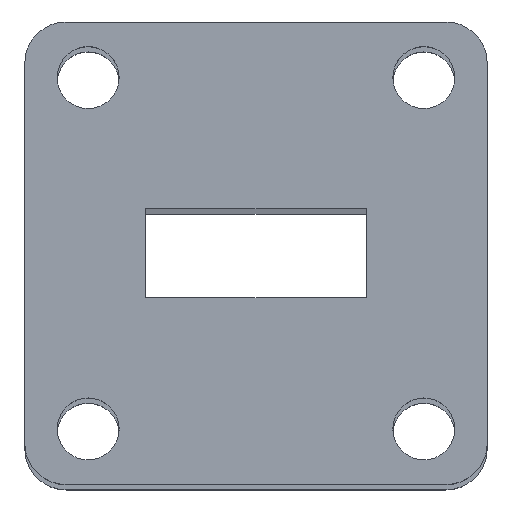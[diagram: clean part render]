
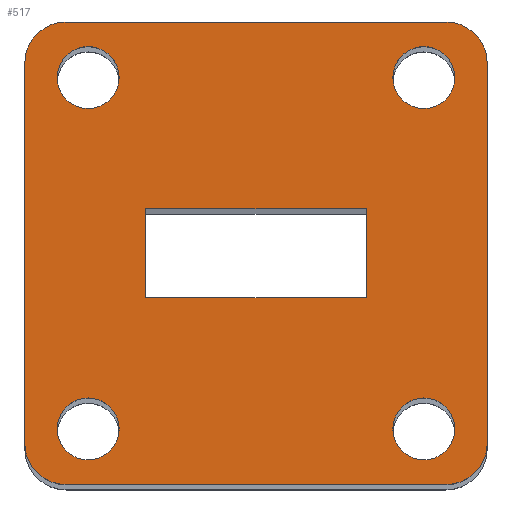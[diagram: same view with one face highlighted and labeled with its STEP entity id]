
A CAD part, top view. The second image highlights one B-rep face of the part: STEP entity #517.
In plain terms, the highlighted planar face has unit normal (0, 0, 1).
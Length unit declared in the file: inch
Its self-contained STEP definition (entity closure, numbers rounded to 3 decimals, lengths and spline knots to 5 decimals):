
#22 = VERTEX_POINT ( 'NONE', #1110 ) ;
#26 = CIRCLE ( 'NONE', #103, 0.07874 ) ;
#35 = VERTEX_POINT ( 'NONE', #1216 ) ;
#36 = ORIENTED_EDGE ( 'NONE', *, *, #773, .T. ) ;
#46 = EDGE_CURVE ( 'NONE', #954, #704, #607, .T. ) ;
#49 = CARTESIAN_POINT ( 'NONE',  ( -0.21, 0.085, 3. ) ) ;
#58 = AXIS2_PLACEMENT_3D ( 'NONE', #1210, #1011, #371 ) ;
#60 = LINE ( 'NONE', #1103, #290 ) ;
#68 = CARTESIAN_POINT ( 'NONE',  ( 0.21, 0.085, 3. ) ) ;
#74 = EDGE_LOOP ( 'NONE', ( #120 ) ) ;
#96 = DIRECTION ( 'NONE',  ( 0., 0., 1. ) ) ;
#103 = AXIS2_PLACEMENT_3D ( 'NONE', #821, #96, #1091 ) ;
#117 = FACE_BOUND ( 'NONE', #862, .T. ) ;
#118 = CARTESIAN_POINT ( 'NONE',  ( -0.44094, -0.44094, 3. ) ) ;
#120 = ORIENTED_EDGE ( 'NONE', *, *, #453, .T. ) ;
#128 = DIRECTION ( 'NONE',  ( -1., 0., 0. ) ) ;
#135 = ORIENTED_EDGE ( 'NONE', *, *, #151, .T. ) ;
#137 = VERTEX_POINT ( 'NONE', #1025 ) ;
#151 = EDGE_CURVE ( 'NONE', #400, #949, #184, .T. ) ;
#158 = LINE ( 'NONE', #118, #1101 ) ;
#176 = CARTESIAN_POINT ( 'NONE',  ( 0.44094, -0.3622, 3. ) ) ;
#177 = DIRECTION ( 'NONE',  ( 0., 0., -1. ) ) ;
#184 = CIRCLE ( 'NONE', #480, 0.07874 ) ;
#198 = EDGE_CURVE ( 'NONE', #35, #404, #654, .T. ) ;
#201 = EDGE_LOOP ( 'NONE', ( #1061 ) ) ;
#204 = DIRECTION ( 'NONE',  ( 0., 1., 0. ) ) ;
#224 = DIRECTION ( 'NONE',  ( -1., 0., 0. ) ) ;
#231 = VECTOR ( 'NONE', #364, 39.37008 ) ;
#236 = ORIENTED_EDGE ( 'NONE', *, *, #419, .T. ) ;
#264 = VERTEX_POINT ( 'NONE', #303 ) ;
#266 = EDGE_CURVE ( 'NONE', #1224, #447, #1335, .T. ) ;
#277 = ORIENTED_EDGE ( 'NONE', *, *, #991, .T. ) ;
#279 = CARTESIAN_POINT ( 'NONE',  ( -0.3622, -0.44094, 3. ) ) ;
#290 = VECTOR ( 'NONE', #766, 39.37008 ) ;
#297 = AXIS2_PLACEMENT_3D ( 'NONE', #686, #1119, #471 ) ;
#303 = CARTESIAN_POINT ( 'NONE',  ( 0.26094, 0.335, 3. ) ) ;
#307 = AXIS2_PLACEMENT_3D ( 'NONE', #1005, #177, #909 ) ;
#317 = ORIENTED_EDGE ( 'NONE', *, *, #1069, .T. ) ;
#321 = CIRCLE ( 'NONE', #297, 0.05906 ) ;
#328 = CIRCLE ( 'NONE', #307, 0.05906 ) ;
#339 = DIRECTION ( 'NONE',  ( 1., 0., 0. ) ) ;
#344 = DIRECTION ( 'NONE',  ( 1., 0., 0. ) ) ;
#346 = CARTESIAN_POINT ( 'NONE',  ( -0.44094, -0.3622, 3. ) ) ;
#347 = EDGE_LOOP ( 'NONE', ( #907 ) ) ;
#354 = EDGE_CURVE ( 'NONE', #1054, #949, #158, .T. ) ;
#359 = CARTESIAN_POINT ( 'NONE',  ( -0.3622, -0.3622, 3. ) ) ;
#364 = DIRECTION ( 'NONE',  ( -1., 0., 0. ) ) ;
#371 = DIRECTION ( 'NONE',  ( 1., 0., 0. ) ) ;
#400 = VERTEX_POINT ( 'NONE', #910 ) ;
#404 = VERTEX_POINT ( 'NONE', #279 ) ;
#419 = EDGE_CURVE ( 'NONE', #22, #137, #26, .T. ) ;
#429 = CARTESIAN_POINT ( 'NONE',  ( 0.44094, -0.44094, 3. ) ) ;
#443 = DIRECTION ( 'NONE',  ( 0., -1., 0. ) ) ;
#447 = VERTEX_POINT ( 'NONE', #68 ) ;
#453 = EDGE_CURVE ( 'NONE', #264, #264, #328, .T. ) ;
#462 = DIRECTION ( 'NONE',  ( 0., 0., 1. ) ) ;
#468 = DIRECTION ( 'NONE',  ( 1., 0., 0. ) ) ;
#471 = DIRECTION ( 'NONE',  ( -1., 0., 0. ) ) ;
#480 = AXIS2_PLACEMENT_3D ( 'NONE', #893, #978, #339 ) ;
#483 = EDGE_LOOP ( 'NONE', ( #870, #1009, #1107, #236, #591, #135, #1033, #317 ) ) ;
#503 = CARTESIAN_POINT ( 'NONE',  ( -0.37906, 0.335, 3. ) ) ;
#517 = ADVANCED_FACE ( 'NONE', ( #117, #605, #637, #1189, #550, #720 ), #1089, .T. ) ;
#518 = CARTESIAN_POINT ( 'NONE',  ( 0.21, -0.085, 3. ) ) ;
#522 = CIRCLE ( 'NONE', #635, 0.05906 ) ;
#529 = EDGE_CURVE ( 'NONE', #704, #1224, #60, .T. ) ;
#546 = CARTESIAN_POINT ( 'NONE',  ( 0.44094, -0.44094, 3. ) ) ;
#549 = CARTESIAN_POINT ( 'NONE',  ( 0., 0., 3. ) ) ;
#550 = FACE_BOUND ( 'NONE', #347, .T. ) ;
#557 = LINE ( 'NONE', #546, #772 ) ;
#574 = DIRECTION ( 'NONE',  ( -1., 0., 0. ) ) ;
#579 = AXIS2_PLACEMENT_3D ( 'NONE', #549, #984, #344 ) ;
#591 = ORIENTED_EDGE ( 'NONE', *, *, #1292, .F. ) ;
#605 = FACE_OUTER_BOUND ( 'NONE', #483, .T. ) ;
#606 = CARTESIAN_POINT ( 'NONE',  ( -0.37906, -0.335, 3. ) ) ;
#607 = LINE ( 'NONE', #677, #231 ) ;
#610 = AXIS2_PLACEMENT_3D ( 'NONE', #1297, #1220, #574 ) ;
#611 = DIRECTION ( 'NONE',  ( 1., 0., 0. ) ) ;
#614 = CARTESIAN_POINT ( 'NONE',  ( 0.26094, -0.335, 3. ) ) ;
#622 = DIRECTION ( 'NONE',  ( 0., 0., -1. ) ) ;
#635 = AXIS2_PLACEMENT_3D ( 'NONE', #1070, #622, #224 ) ;
#637 = FACE_BOUND ( 'NONE', #74, .T. ) ;
#642 = VERTEX_POINT ( 'NONE', #614 ) ;
#654 = LINE ( 'NONE', #429, #1132 ) ;
#677 = CARTESIAN_POINT ( 'NONE',  ( 0.21, -0.085, 3. ) ) ;
#686 = CARTESIAN_POINT ( 'NONE',  ( -0.32, -0.335, 3. ) ) ;
#704 = VERTEX_POINT ( 'NONE', #1156 ) ;
#714 = ORIENTED_EDGE ( 'NONE', *, *, #266, .T. ) ;
#720 = FACE_BOUND ( 'NONE', #201, .T. ) ;
#726 = VECTOR ( 'NONE', #842, 39.37008 ) ;
#766 = DIRECTION ( 'NONE',  ( 0., 1., 0. ) ) ;
#772 = VECTOR ( 'NONE', #443, 39.37008 ) ;
#773 = EDGE_CURVE ( 'NONE', #924, #924, #522, .T. ) ;
#821 = CARTESIAN_POINT ( 'NONE',  ( 0.3622, 0.3622, 3. ) ) ;
#826 = CARTESIAN_POINT ( 'NONE',  ( 0.21, 0.085, 3. ) ) ;
#842 = DIRECTION ( 'NONE',  ( 0., -1., 0. ) ) ;
#862 = EDGE_LOOP ( 'NONE', ( #1028, #714, #277, #1323 ) ) ;
#870 = ORIENTED_EDGE ( 'NONE', *, *, #198, .F. ) ;
#893 = CARTESIAN_POINT ( 'NONE',  ( -0.3622, 0.3622, 3. ) ) ;
#907 = ORIENTED_EDGE ( 'NONE', *, *, #1133, .T. ) ;
#909 = DIRECTION ( 'NONE',  ( -1., 0., 0. ) ) ;
#910 = CARTESIAN_POINT ( 'NONE',  ( -0.3622, 0.44094, 3. ) ) ;
#924 = VERTEX_POINT ( 'NONE', #503 ) ;
#949 = VERTEX_POINT ( 'NONE', #1337 ) ;
#954 = VERTEX_POINT ( 'NONE', #1262 ) ;
#957 = LINE ( 'NONE', #518, #726 ) ;
#977 = EDGE_LOOP ( 'NONE', ( #36 ) ) ;
#978 = DIRECTION ( 'NONE',  ( 0., 0., 1. ) ) ;
#982 = VECTOR ( 'NONE', #611, 39.37008 ) ;
#984 = DIRECTION ( 'NONE',  ( 0., 0., 1. ) ) ;
#991 = EDGE_CURVE ( 'NONE', #447, #954, #957, .T. ) ;
#1002 = CIRCLE ( 'NONE', #58, 0.07874 ) ;
#1005 = CARTESIAN_POINT ( 'NONE',  ( 0.32, 0.335, 3. ) ) ;
#1009 = ORIENTED_EDGE ( 'NONE', *, *, #1096, .T. ) ;
#1011 = DIRECTION ( 'NONE',  ( 0., 0., 1. ) ) ;
#1025 = CARTESIAN_POINT ( 'NONE',  ( 0.3622, 0.44094, 3. ) ) ;
#1028 = ORIENTED_EDGE ( 'NONE', *, *, #529, .T. ) ;
#1033 = ORIENTED_EDGE ( 'NONE', *, *, #354, .F. ) ;
#1036 = VECTOR ( 'NONE', #468, 39.37008 ) ;
#1053 = VERTEX_POINT ( 'NONE', #606 ) ;
#1054 = VERTEX_POINT ( 'NONE', #346 ) ;
#1061 = ORIENTED_EDGE ( 'NONE', *, *, #1339, .T. ) ;
#1068 = CIRCLE ( 'NONE', #1343, 0.07874 ) ;
#1069 = EDGE_CURVE ( 'NONE', #1054, #404, #1068, .T. ) ;
#1070 = CARTESIAN_POINT ( 'NONE',  ( -0.32, 0.335, 3. ) ) ;
#1072 = EDGE_CURVE ( 'NONE', #22, #1162, #557, .T. ) ;
#1089 = PLANE ( 'NONE',  #579 ) ;
#1091 = DIRECTION ( 'NONE',  ( 1., 0., 0. ) ) ;
#1096 = EDGE_CURVE ( 'NONE', #35, #1162, #1002, .T. ) ;
#1101 = VECTOR ( 'NONE', #204, 39.37008 ) ;
#1103 = CARTESIAN_POINT ( 'NONE',  ( -0.21, -0.085, 3. ) ) ;
#1107 = ORIENTED_EDGE ( 'NONE', *, *, #1072, .F. ) ;
#1110 = CARTESIAN_POINT ( 'NONE',  ( 0.44094, 0.3622, 3. ) ) ;
#1119 = DIRECTION ( 'NONE',  ( 0., 0., -1. ) ) ;
#1132 = VECTOR ( 'NONE', #128, 39.37008 ) ;
#1133 = EDGE_CURVE ( 'NONE', #1053, #1053, #321, .T. ) ;
#1156 = CARTESIAN_POINT ( 'NONE',  ( -0.21, -0.085, 3. ) ) ;
#1162 = VERTEX_POINT ( 'NONE', #176 ) ;
#1189 = FACE_BOUND ( 'NONE', #977, .T. ) ;
#1190 = DIRECTION ( 'NONE',  ( 1., 0., 0. ) ) ;
#1200 = CARTESIAN_POINT ( 'NONE',  ( 0.44094, 0.44094, 3. ) ) ;
#1210 = CARTESIAN_POINT ( 'NONE',  ( 0.3622, -0.3622, 3. ) ) ;
#1216 = CARTESIAN_POINT ( 'NONE',  ( 0.3622, -0.44094, 3. ) ) ;
#1220 = DIRECTION ( 'NONE',  ( 0., 0., -1. ) ) ;
#1224 = VERTEX_POINT ( 'NONE', #49 ) ;
#1262 = CARTESIAN_POINT ( 'NONE',  ( 0.21, -0.085, 3. ) ) ;
#1292 = EDGE_CURVE ( 'NONE', #400, #137, #1311, .T. ) ;
#1293 = CIRCLE ( 'NONE', #610, 0.05906 ) ;
#1297 = CARTESIAN_POINT ( 'NONE',  ( 0.32, -0.335, 3. ) ) ;
#1311 = LINE ( 'NONE', #1200, #1036 ) ;
#1323 = ORIENTED_EDGE ( 'NONE', *, *, #46, .T. ) ;
#1335 = LINE ( 'NONE', #826, #982 ) ;
#1337 = CARTESIAN_POINT ( 'NONE',  ( -0.44094, 0.3622, 3. ) ) ;
#1339 = EDGE_CURVE ( 'NONE', #642, #642, #1293, .T. ) ;
#1343 = AXIS2_PLACEMENT_3D ( 'NONE', #359, #462, #1190 ) ;
